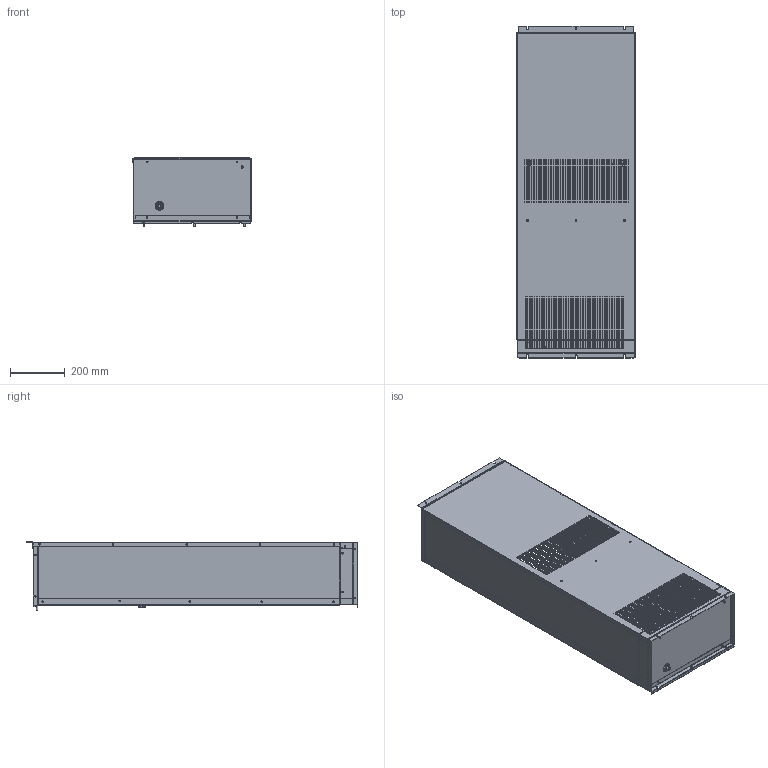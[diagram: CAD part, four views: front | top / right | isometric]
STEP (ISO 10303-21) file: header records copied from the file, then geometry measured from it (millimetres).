
FILE_DESCRIPTION((''),'2;1');
FILE_NAME('STEP-KA4C9DP47L.stp', '2011-08-09T13:27:17',('User'),('SDRC'),'I-DEAS Master Series','UNIX','Yes');
FILE_SCHEMA(('CONFIG_CONTROL_DESIGN', 'GEOMETRIC_VALIDATION_PROPERTIES_MIM','SHAPE_APPEARANCE_LAYER_MIM'));
Length unit declared in the file: inch
Bounding box: 434.04 x 1217.32 x 251.44 mm (x, y, z)
Volume: 2822161.6 mm3; surface area: 3871074.6 mm2
Topology: 80 solids, 80 shells, 2304 faces, 6344 edges, 4176 vertices
Faces by surface type: bspline 2304
Entity records: 77108 total; most frequent: CARTESIAN_POINT 33879, ORIENTED_EDGE 12686, EDGE_CURVE 6343, OVER_RIDING_STYLED_ITEM 4471, QUASI_UNIFORM_CURVE 4361, VERTEX_POINT 4176, EDGE_LOOP 3077, FACE_OUTER_BOUND 2304
